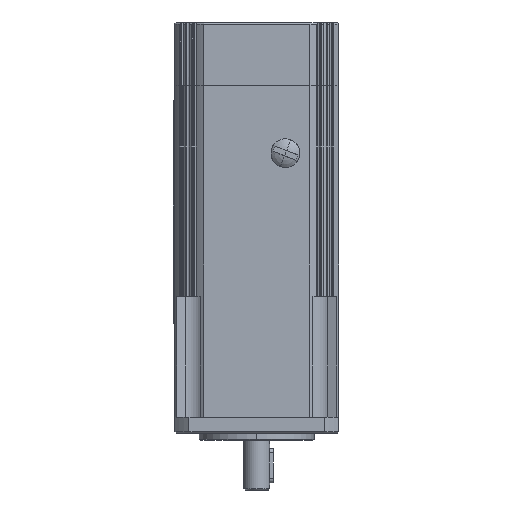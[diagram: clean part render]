
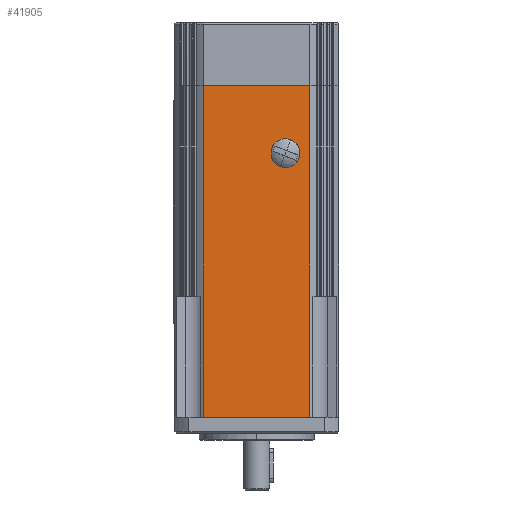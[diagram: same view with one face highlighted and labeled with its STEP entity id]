
A CAD part, front view. The second image highlights one B-rep face of the part: STEP entity #41905.
In plain terms, the highlighted face is planar.
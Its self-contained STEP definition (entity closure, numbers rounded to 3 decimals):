
#5295=CARTESIAN_POINT('',(15.,-28.5,92.));
#5296=VERTEX_POINT('',#5295);
#5312=CARTESIAN_POINT('',(5.,-28.5,92.));
#5313=VERTEX_POINT('',#5312);
#5320=CARTESIAN_POINT('',(10.,-28.5,92.));
#5321=DIRECTION('',(0.0,1.0,0.0));
#5322=DIRECTION('',(1.0,0.0,0.0));
#5323=AXIS2_PLACEMENT_3D('',#5320,#5321,#5322);
#5324=CIRCLE('',#5323,5.0);
#5325=EDGE_CURVE('',#5296,#5313,#5324,.T.);
#36192=CARTESIAN_POINT('',(18.54,-28.5,115.5));
#36193=VERTEX_POINT('',#36192);
#36821=CARTESIAN_POINT('',(-18.54,-28.5,115.5));
#36822=VERTEX_POINT('',#36821);
#37094=CARTESIAN_POINT('',(18.54,-28.5,115.5));
#37095=DIRECTION('',(-1.0,0.0,0.0));
#37096=VECTOR('',#37095,37.081);
#37097=LINE('',#37094,#37096);
#37098=EDGE_CURVE('',#36193,#36822,#37097,.T.);
#37311=CARTESIAN_POINT('',(-18.54,-28.5,0.0));
#37312=VERTEX_POINT('',#37311);
#37433=CARTESIAN_POINT('',(18.54,-28.5,0.0));
#37434=VERTEX_POINT('',#37433);
#38880=CARTESIAN_POINT('',(18.54,-28.5,0.0));
#38881=DIRECTION('',(-1.0,0.0,0.0));
#38882=VECTOR('',#38881,37.081);
#38883=LINE('',#38880,#38882);
#38884=EDGE_CURVE('',#37434,#37312,#38883,.T.);
#39179=CARTESIAN_POINT('',(10.,-28.5,92.));
#39180=DIRECTION('',(0.0,1.0,0.0));
#39181=DIRECTION('',(1.0,0.0,0.0));
#39182=AXIS2_PLACEMENT_3D('',#39179,#39180,#39181);
#39183=CIRCLE('',#39182,5.0);
#39184=EDGE_CURVE('',#5313,#5296,#39183,.T.);
#40641=CARTESIAN_POINT('',(-18.54,-28.5,0.0));
#40642=DIRECTION('',(0.0,0.0,1.0));
#40643=VECTOR('',#40642,115.5);
#40644=LINE('',#40641,#40643);
#40645=EDGE_CURVE('',#37312,#36822,#40644,.T.);
#41492=CARTESIAN_POINT('',(18.54,-28.5,0.0));
#41493=DIRECTION('',(0.0,0.0,1.0));
#41494=VECTOR('',#41493,115.5);
#41495=LINE('',#41492,#41494);
#41496=EDGE_CURVE('',#37434,#36193,#41495,.T.);
#41890=CARTESIAN_POINT('',(0.,-28.5,0.0));
#41891=DIRECTION('',(0.0,-1.0,0.0));
#41892=DIRECTION('',(0.0,0.0,-1.0));
#41893=AXIS2_PLACEMENT_3D('',#41890,#41891,#41892);
#41894=PLANE('',#41893);
#41895=ORIENTED_EDGE('',*,*,#37098,.T.);
#41896=ORIENTED_EDGE('',*,*,#40645,.F.);
#41897=ORIENTED_EDGE('',*,*,#38884,.F.);
#41898=ORIENTED_EDGE('',*,*,#41496,.T.);
#41899=EDGE_LOOP('',(#41895,#41896,#41897,#41898));
#41900=FACE_OUTER_BOUND('',#41899,.T.);
#41901=ORIENTED_EDGE('',*,*,#5325,.T.);
#41902=ORIENTED_EDGE('',*,*,#39184,.T.);
#41903=EDGE_LOOP('',(#41901,#41902));
#41904=FACE_BOUND('',#41903,.T.);
#41905=ADVANCED_FACE('',(#41900,#41904),#41894,.T.);
